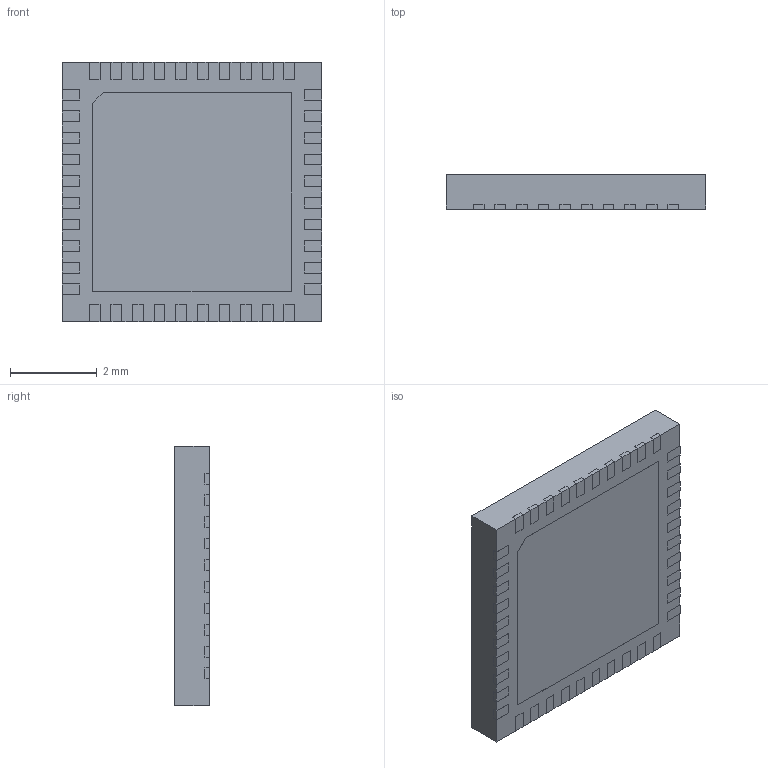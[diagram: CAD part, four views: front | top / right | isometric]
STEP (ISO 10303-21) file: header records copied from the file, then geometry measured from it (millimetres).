
FILE_DESCRIPTION (( 'STEP AP214' ), '1' );
FILE_NAME ('User Library-DP83848K.STEP', '2018-08-01T09:31:42', ( '' ), ( '' ), 'SwSTEP 2.0', 'SolidWorks 2018', '' );
FILE_SCHEMA (( 'AUTOMOTIVE_DESIGN' ));
Length unit declared in the file: millimetre
Products named in the file (1): User Library-DP83848K
Bounding box: 6 x 0.8 x 6 mm (x, y, z)
Volume: 28.8 mm3; surface area: 91.3 mm2
Topology: 1 solids, 1 shells, 616 faces, 1731 edges, 1154 vertices
Faces by surface type: plane 481, bspline 134, cylinder 1
Entity records: 26151 total; most frequent: CARTESIAN_POINT 10944, ORIENTED_EDGE 3462, DIRECTION 2431, EDGE_CURVE 1731, LINE 1461, VECTOR 1461, VERTEX_POINT 1154, EDGE_LOOP 653
